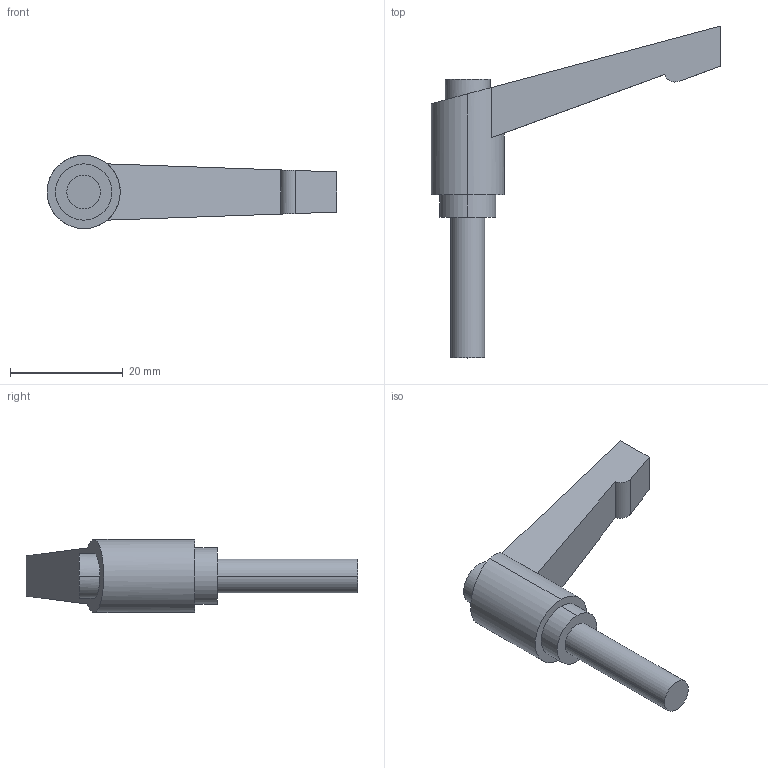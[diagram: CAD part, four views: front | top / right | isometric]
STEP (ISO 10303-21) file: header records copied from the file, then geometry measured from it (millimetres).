
FILE_DESCRIPTION(('STEP AP214'),'1');
FILE_NAME('cctmp_E6100AE5-94D6-4FB6-AD8A-54C0C6DAC1AB_2024_11_28_08_44_41_0576_19792..stp','2024-11-28T07:44:41',('Bosch Rexroth AG'),('CADClick - www.CADClick.com'),'Spatial InterOp 3D',' ','unknown authorization - (Healing Option Enabled)');
FILE_SCHEMA(('AUTOMOTIVE_DESIGN'));
Length unit declared in the file: millimetre
Products named in the file (1): 2024_11_28_08_44_41_0560
Bounding box: 51.5 x 59 x 13 mm (x, y, z)
Volume: 6005.9 mm3; surface area: 2924.9 mm2
Topology: 1 solids, 1 shells, 19 faces, 47 edges, 33 vertices
Faces by surface type: plane 10, cylinder 9
Entity records: 762 total; most frequent: DIRECTION 112, CARTESIAN_POINT 100, ORIENTED_EDGE 94, EDGE_CURVE 47, AXIS2_PLACEMENT_3D 45, VERTEX_POINT 33, EDGE_LOOP 22, LINE 22
